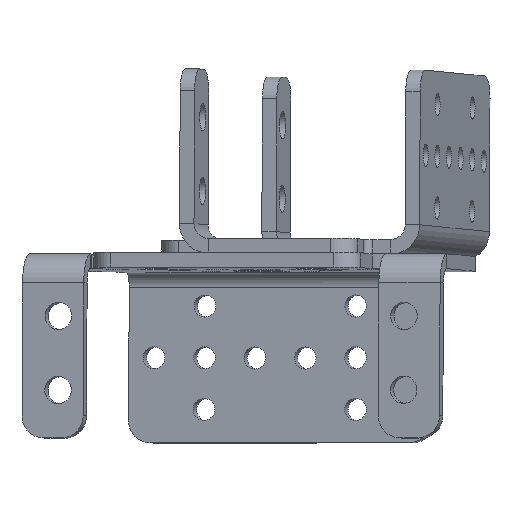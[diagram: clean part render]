
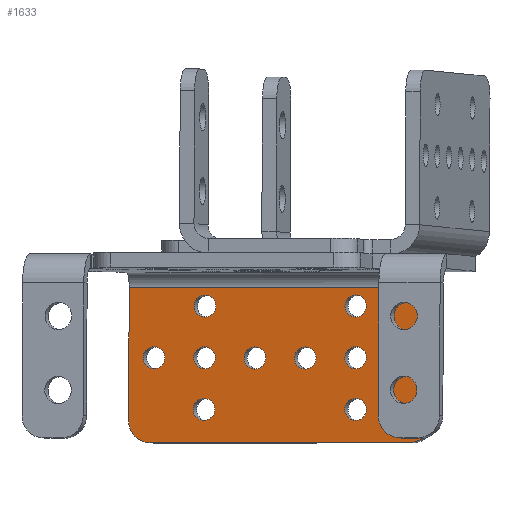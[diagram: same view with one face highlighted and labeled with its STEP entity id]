
A CAD part, top view. The second image highlights one B-rep face of the part: STEP entity #1633.
In plain terms, the highlighted face is planar.
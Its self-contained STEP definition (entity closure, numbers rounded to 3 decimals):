
#19=FACE_BOUND('',#235,.T.);
#20=FACE_BOUND('',#236,.T.);
#21=FACE_BOUND('',#237,.T.);
#22=FACE_BOUND('',#238,.T.);
#23=FACE_BOUND('',#239,.T.);
#24=FACE_BOUND('',#240,.T.);
#25=FACE_BOUND('',#241,.T.);
#26=FACE_BOUND('',#242,.T.);
#27=FACE_BOUND('',#243,.T.);
#28=FACE_BOUND('',#244,.T.);
#88=PLANE('',#2205);
#143=FACE_OUTER_BOUND('',#234,.T.);
#234=EDGE_LOOP('',(#1206,#1207,#1208,#1209,#1210,#1211));
#235=EDGE_LOOP('',(#1212));
#236=EDGE_LOOP('',(#1213));
#237=EDGE_LOOP('',(#1214));
#238=EDGE_LOOP('',(#1215));
#239=EDGE_LOOP('',(#1216));
#240=EDGE_LOOP('',(#1217));
#241=EDGE_LOOP('',(#1218));
#242=EDGE_LOOP('',(#1219));
#243=EDGE_LOOP('',(#1220));
#244=EDGE_LOOP('',(#1221));
#396=LINE('',#3254,#525);
#399=LINE('',#3260,#528);
#400=LINE('',#3262,#529);
#401=LINE('',#3264,#530);
#525=VECTOR('',#2596,10.);
#528=VECTOR('',#2601,2.88);
#529=VECTOR('',#2602,10.);
#530=VECTOR('',#2603,2.88);
#618=CIRCLE('',#2146,1.5);
#620=CIRCLE('',#2149,1.5);
#622=CIRCLE('',#2152,1.5);
#624=CIRCLE('',#2155,1.5);
#626=CIRCLE('',#2158,1.5);
#632=CIRCLE('',#2167,1.5);
#634=CIRCLE('',#2170,1.5);
#636=CIRCLE('',#2173,1.5);
#638=CIRCLE('',#2176,1.5);
#640=CIRCLE('',#2179,1.5);
#652=CIRCLE('',#2203,3.);
#653=CIRCLE('',#2206,3.);
#720=VERTEX_POINT('',#3104);
#722=VERTEX_POINT('',#3110);
#724=VERTEX_POINT('',#3116);
#726=VERTEX_POINT('',#3122);
#728=VERTEX_POINT('',#3128);
#734=VERTEX_POINT('',#3146);
#736=VERTEX_POINT('',#3152);
#738=VERTEX_POINT('',#3158);
#740=VERTEX_POINT('',#3164);
#742=VERTEX_POINT('',#3170);
#770=VERTEX_POINT('',#3247);
#771=VERTEX_POINT('',#3249);
#772=VERTEX_POINT('',#3253);
#774=VERTEX_POINT('',#3259);
#775=VERTEX_POINT('',#3261);
#776=VERTEX_POINT('',#3263);
#868=EDGE_CURVE('',#720,#720,#618,.T.);
#871=EDGE_CURVE('',#722,#722,#620,.T.);
#874=EDGE_CURVE('',#724,#724,#622,.T.);
#877=EDGE_CURVE('',#726,#726,#624,.T.);
#880=EDGE_CURVE('',#728,#728,#626,.T.);
#889=EDGE_CURVE('',#734,#734,#632,.T.);
#892=EDGE_CURVE('',#736,#736,#634,.T.);
#895=EDGE_CURVE('',#738,#738,#636,.T.);
#898=EDGE_CURVE('',#740,#740,#638,.T.);
#901=EDGE_CURVE('',#742,#742,#640,.T.);
#938=EDGE_CURVE('',#770,#771,#652,.T.);
#940=EDGE_CURVE('',#772,#771,#396,.T.);
#943=EDGE_CURVE('',#770,#774,#399,.T.);
#944=EDGE_CURVE('',#774,#775,#400,.T.);
#945=EDGE_CURVE('',#776,#775,#401,.T.);
#946=EDGE_CURVE('',#772,#776,#653,.T.);
#1206=ORIENTED_EDGE('',*,*,#938,.F.);
#1207=ORIENTED_EDGE('',*,*,#943,.T.);
#1208=ORIENTED_EDGE('',*,*,#944,.T.);
#1209=ORIENTED_EDGE('',*,*,#945,.F.);
#1210=ORIENTED_EDGE('',*,*,#946,.F.);
#1211=ORIENTED_EDGE('',*,*,#940,.T.);
#1212=ORIENTED_EDGE('',*,*,#868,.T.);
#1213=ORIENTED_EDGE('',*,*,#871,.T.);
#1214=ORIENTED_EDGE('',*,*,#874,.T.);
#1215=ORIENTED_EDGE('',*,*,#877,.T.);
#1216=ORIENTED_EDGE('',*,*,#880,.T.);
#1217=ORIENTED_EDGE('',*,*,#889,.T.);
#1218=ORIENTED_EDGE('',*,*,#892,.T.);
#1219=ORIENTED_EDGE('',*,*,#895,.T.);
#1220=ORIENTED_EDGE('',*,*,#898,.T.);
#1221=ORIENTED_EDGE('',*,*,#901,.T.);
#1633=ADVANCED_FACE('',(#143,#19,#20,#21,#22,#23,#24,#25,#26,#27,#28),#88,
 .F.);
#2146=AXIS2_PLACEMENT_3D('',#3106,#2441,#2442);
#2149=AXIS2_PLACEMENT_3D('',#3112,#2448,#2449);
#2152=AXIS2_PLACEMENT_3D('',#3118,#2455,#2456);
#2155=AXIS2_PLACEMENT_3D('',#3124,#2462,#2463);
#2158=AXIS2_PLACEMENT_3D('',#3130,#2469,#2470);
#2167=AXIS2_PLACEMENT_3D('',#3148,#2490,#2491);
#2170=AXIS2_PLACEMENT_3D('',#3154,#2497,#2498);
#2173=AXIS2_PLACEMENT_3D('',#3160,#2504,#2505);
#2176=AXIS2_PLACEMENT_3D('',#3166,#2511,#2512);
#2179=AXIS2_PLACEMENT_3D('',#3172,#2518,#2519);
#2203=AXIS2_PLACEMENT_3D('',#3250,#2591,#2592);
#2205=AXIS2_PLACEMENT_3D('',#3258,#2599,#2600);
#2206=AXIS2_PLACEMENT_3D('',#3265,#2604,#2605);
#2441=DIRECTION('center_axis',(0.,-1.,0.));
#2442=DIRECTION('ref_axis',(1.,0.,0.));
#2448=DIRECTION('center_axis',(0.,-1.,0.));
#2449=DIRECTION('ref_axis',(1.,0.,0.));
#2455=DIRECTION('center_axis',(0.,-1.,0.));
#2456=DIRECTION('ref_axis',(1.,0.,0.));
#2462=DIRECTION('center_axis',(0.,-1.,0.));
#2463=DIRECTION('ref_axis',(1.,0.,0.));
#2469=DIRECTION('center_axis',(0.,-1.,0.));
#2470=DIRECTION('ref_axis',(1.,0.,0.));
#2490=DIRECTION('center_axis',(0.,-1.,0.));
#2491=DIRECTION('ref_axis',(1.,0.,0.));
#2497=DIRECTION('center_axis',(0.,-1.,0.));
#2498=DIRECTION('ref_axis',(1.,0.,0.));
#2504=DIRECTION('center_axis',(0.,-1.,0.));
#2505=DIRECTION('ref_axis',(1.,0.,0.));
#2511=DIRECTION('center_axis',(0.,-1.,0.));
#2512=DIRECTION('ref_axis',(1.,0.,0.));
#2518=DIRECTION('center_axis',(0.,-1.,0.));
#2519=DIRECTION('ref_axis',(1.,0.,0.));
#2591=DIRECTION('center_axis',(0.,-1.,0.));
#2592=DIRECTION('ref_axis',(0.707,0.,0.707));
#2596=DIRECTION('',(1.,0.,0.));
#2599=DIRECTION('center_axis',(0.,-1.,0.));
#2600=DIRECTION('ref_axis',(-1.,0.,0.));
#2601=DIRECTION('',(0.,0.,-1.));
#2602=DIRECTION('',(-1.,0.,0.));
#2603=DIRECTION('',(0.,0.,-1.));
#2604=DIRECTION('center_axis',(0.,-1.,0.));
#2605=DIRECTION('ref_axis',(-0.707,0.,0.707));
#3104=CARTESIAN_POINT('',(16.,-16.5,13.472));
#3106=CARTESIAN_POINT('Origin',(17.5,-16.5,13.472));
#3110=CARTESIAN_POINT('',(-11.972,-16.5,6.5));
#3112=CARTESIAN_POINT('Origin',(-10.472,-16.5,6.5));
#3116=CARTESIAN_POINT('',(-12.028,-16.5,20.5));
#3118=CARTESIAN_POINT('Origin',(-10.528,-16.5,20.5));
#3122=CARTESIAN_POINT('',(-5.,-16.5,13.528));
#3124=CARTESIAN_POINT('Origin',(-3.5,-16.5,13.528));
#3128=CARTESIAN_POINT('',(9.,-16.5,13.5));
#3130=CARTESIAN_POINT('Origin',(10.5,-16.5,13.5));
#3146=CARTESIAN_POINT('',(9.028,-16.5,20.5));
#3148=CARTESIAN_POINT('Origin',(10.528,-16.5,20.5));
#3152=CARTESIAN_POINT('',(-12.,-16.5,13.5));
#3154=CARTESIAN_POINT('Origin',(-10.5,-16.5,13.5));
#3158=CARTESIAN_POINT('',(-19.,-16.5,13.472));
#3160=CARTESIAN_POINT('Origin',(-17.5,-16.5,13.472));
#3164=CARTESIAN_POINT('',(2.,-16.5,13.528));
#3166=CARTESIAN_POINT('Origin',(3.5,-16.5,13.528));
#3170=CARTESIAN_POINT('',(8.972,-16.5,6.5));
#3172=CARTESIAN_POINT('Origin',(10.472,-16.5,6.5));
#3247=CARTESIAN_POINT('',(21.,-16.5,22.));
#3249=CARTESIAN_POINT('',(18.,-16.5,25.));
#3250=CARTESIAN_POINT('Origin',(18.,-16.5,22.));
#3253=CARTESIAN_POINT('',(-18.,-16.5,25.));
#3254=CARTESIAN_POINT('',(-21.,-16.5,25.));
#3258=CARTESIAN_POINT('Origin',(0.,-16.5,12.238));
#3259=CARTESIAN_POINT('',(21.,-16.5,4.));
#3260=CARTESIAN_POINT('',(21.,-16.5,-5.048));
#3261=CARTESIAN_POINT('',(-21.,-16.5,4.));
#3262=CARTESIAN_POINT('',(0.,-16.5,4.));
#3263=CARTESIAN_POINT('',(-21.,-16.5,22.));
#3264=CARTESIAN_POINT('',(-21.,-16.5,-5.048));
#3265=CARTESIAN_POINT('Origin',(-18.,-16.5,22.));
